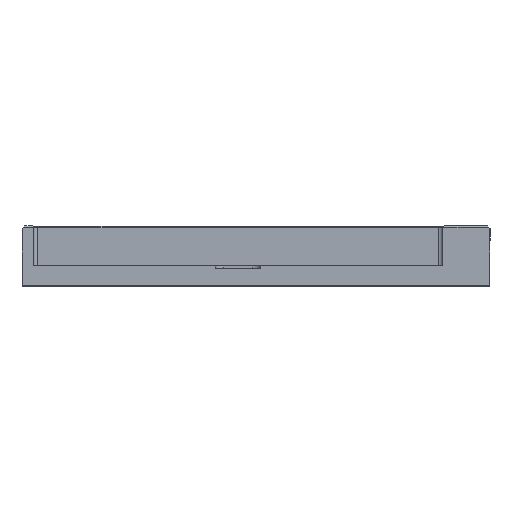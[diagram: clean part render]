
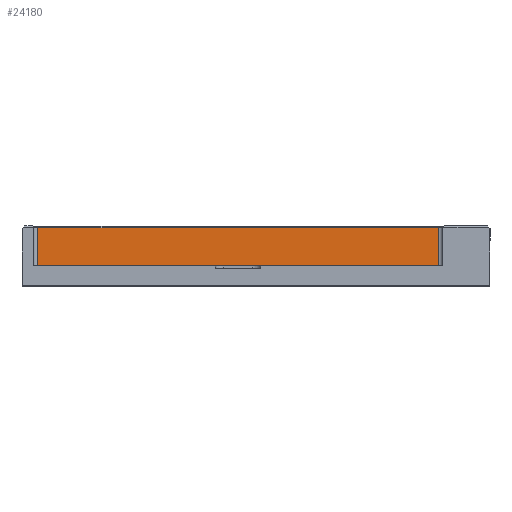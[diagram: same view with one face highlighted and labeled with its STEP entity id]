
A CAD part, top view. The second image highlights one B-rep face of the part: STEP entity #24180.
In plain terms, the highlighted planar face has unit normal (0, 0, 1).
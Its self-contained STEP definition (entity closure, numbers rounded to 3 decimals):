
#174 = VERTEX_POINT ( 'NONE', #187 ) ;
#187 = CARTESIAN_POINT ( 'NONE',  ( 61.83, 20.5, -10.94 ) ) ;
#1602 = PLANE ( 'NONE',  #7165 ) ;
#1609 = VECTOR ( 'NONE', #20547, 1000. ) ;
#2711 = CARTESIAN_POINT ( 'NONE',  ( 61.83, 21., -10.94 ) ) ;
#4779 = CARTESIAN_POINT ( 'NONE',  ( 61.83, 7., -10.94 ) ) ;
#5737 = LINE ( 'NONE', #2711, #16894 ) ;
#6593 = DIRECTION ( 'NONE',  ( 0., -1., 0. ) ) ;
#7165 = AXIS2_PLACEMENT_3D ( 'NONE', #11275, #15212, #7462 ) ;
#7462 = DIRECTION ( 'NONE',  ( -1., 0., 0. ) ) ;
#9037 = ORIENTED_EDGE ( 'NONE', *, *, #15717, .T. ) ;
#10043 = EDGE_CURVE ( 'NONE', #17447, #15884, #22345, .T. ) ;
#10321 = DIRECTION ( 'NONE',  ( 0., -1., 0. ) ) ;
#11255 = DIRECTION ( 'NONE',  ( 1., 0., 0. ) ) ;
#11275 = CARTESIAN_POINT ( 'NONE',  ( -79.39, 21., -10.94 ) ) ;
#11837 = LINE ( 'NONE', #16501, #1609 ) ;
#13134 = VECTOR ( 'NONE', #10321, 1000. ) ;
#13400 = EDGE_LOOP ( 'NONE', ( #14362, #17954, #9037, #14676 ) ) ;
#14223 = VECTOR ( 'NONE', #11255, 1000. ) ;
#14362 = ORIENTED_EDGE ( 'NONE', *, *, #19443, .F. ) ;
#14676 = ORIENTED_EDGE ( 'NONE', *, *, #10043, .T. ) ;
#15212 = DIRECTION ( 'NONE',  ( 0., 0., -1. ) ) ;
#15717 = EDGE_CURVE ( 'NONE', #21896, #17447, #17038, .T. ) ;
#15884 = VERTEX_POINT ( 'NONE', #4779 ) ;
#16130 = CARTESIAN_POINT ( 'NONE',  ( -79.39, 20.5, -10.94 ) ) ;
#16501 = CARTESIAN_POINT ( 'NONE',  ( -79.39, 20.5, -10.94 ) ) ;
#16894 = VECTOR ( 'NONE', #6593, 1000. ) ;
#17038 = LINE ( 'NONE', #18135, #13134 ) ;
#17447 = VERTEX_POINT ( 'NONE', #20062 ) ;
#17954 = ORIENTED_EDGE ( 'NONE', *, *, #20266, .T. ) ;
#18135 = CARTESIAN_POINT ( 'NONE',  ( -79.39, 21., -10.94 ) ) ;
#19242 = CARTESIAN_POINT ( 'NONE',  ( -79.39, 7., -10.94 ) ) ;
#19443 = EDGE_CURVE ( 'NONE', #174, #15884, #5737, .T. ) ;
#20062 = CARTESIAN_POINT ( 'NONE',  ( -79.39, 7., -10.94 ) ) ;
#20266 = EDGE_CURVE ( 'NONE', #174, #21896, #11837, .T. ) ;
#20547 = DIRECTION ( 'NONE',  ( -1., 0., 0. ) ) ;
#21896 = VERTEX_POINT ( 'NONE', #16130 ) ;
#22345 = LINE ( 'NONE', #19242, #14223 ) ;
#23423 = FACE_OUTER_BOUND ( 'NONE', #13400, .T. ) ;
#24180 = ADVANCED_FACE ( 'NONE', ( #23423 ), #1602, .F. ) ;
